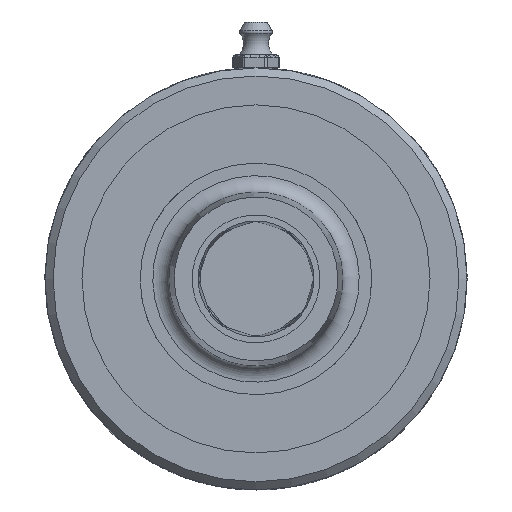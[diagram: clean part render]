
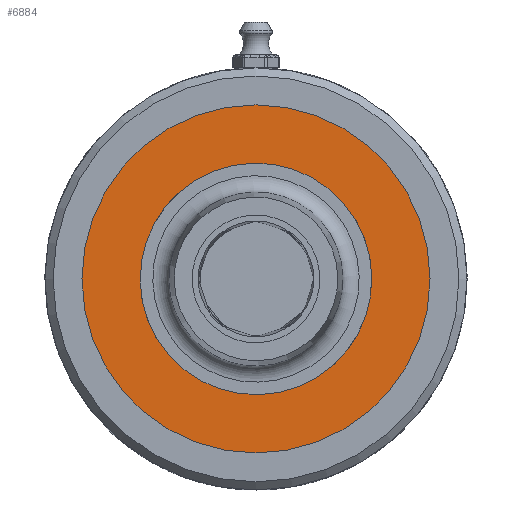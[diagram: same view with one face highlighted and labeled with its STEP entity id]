
A CAD part, left-side view. The second image highlights one B-rep face of the part: STEP entity #6884.
In plain terms, the highlighted free-form (B-spline) face has degree [1, 1] with [2, 2] control points.
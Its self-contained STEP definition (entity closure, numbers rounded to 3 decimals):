
#6697=CARTESIAN_POINT('',(5.0,3.339,-22.403));
#6698=VERTEX_POINT('',#6697);
#6699=CARTESIAN_POINT('',(5.0,0.0,0.0));
#6700=DIRECTION('',(1.0,0.0,0.0));
#6701=DIRECTION('',(0.0,-0.147,0.989));
#6702=AXIS2_PLACEMENT_3D('',#6699,#6700,#6701);
#6703=CIRCLE('',#6702,22.65);
#6704=EDGE_CURVE('',#6698,#6698,#6703,.T.);
#6865=CARTESIAN_POINT('',(5.,34.05,34.05));
#6866=CARTESIAN_POINT('',(5.,-34.05,34.05));
#6867=CARTESIAN_POINT('',(5.,34.05,-34.05));
#6868=CARTESIAN_POINT('',(5.,-34.05,-34.05));
#6869=B_SPLINE_SURFACE_WITH_KNOTS('',1,1,((#6865,#6867),(#6866,#6868)),.UNSPECIFIED.,.F.,.F.,.U.,(2,2),(2,2),(0.0,68.1),(0.0,68.1),.UNSPECIFIED.);
#6870=CARTESIAN_POINT('',(5.,-34.05,0.0));
#6871=VERTEX_POINT('',#6870);
#6872=CARTESIAN_POINT('',(5.,0.0,0.0));
#6873=DIRECTION('',(-1.0,0.0,0.0));
#6874=DIRECTION('',(0.0,-1.0,0.0));
#6875=AXIS2_PLACEMENT_3D('',#6872,#6873,#6874);
#6876=CIRCLE('',#6875,34.05);
#6877=EDGE_CURVE('',#6871,#6871,#6876,.T.);
#6878=ORIENTED_EDGE('',*,*,#6877,.T.);
#6879=EDGE_LOOP('',(#6878));
#6880=FACE_OUTER_BOUND('',#6879,.T.);
#6881=ORIENTED_EDGE('',*,*,#6704,.T.);
#6882=EDGE_LOOP('',(#6881));
#6883=FACE_BOUND('',#6882,.T.);
#6884=ADVANCED_FACE('',(#6880,#6883),#6869,.F.);
